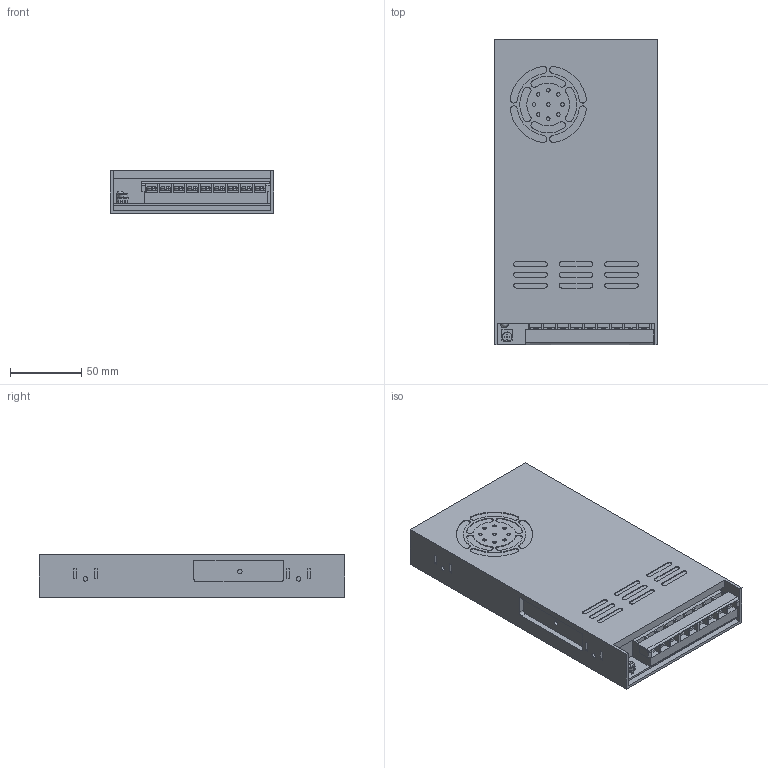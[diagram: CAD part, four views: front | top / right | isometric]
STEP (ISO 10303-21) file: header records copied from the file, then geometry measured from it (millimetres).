
FILE_DESCRIPTION(('CATIA V5 STEP Exchange','CAx-IF Rec.Pracs.--- Model Styling and Organization---1.4--- 2014-01-23'),'2;1');
FILE_NAME ('D1473585_0', '2021-02-10T13:44:59+00:00', ('none'), ('Weidmueller'), 'CATIA Version 5-6 Release 2016 SP3 HF44', 'CATIA V5 STEP AP214', 'none');
FILE_SCHEMA(('AUTOMOTIVE_DESIGN { 1 0 10303 214 1 1 1 1 }'));
Length unit declared in the file: millimetre
Products named in the file (1): S3D_PRO_PM_250W_XXX
Bounding box: 115 x 215 x 30 mm (x, y, z)
Volume: 696319.5 mm3; surface area: 91072.8 mm2
Topology: 18 solids, 18 shells, 607 faces, 1551 edges, 1035 vertices
Faces by surface type: plane 424, cylinder 139, torus 36, extrusion 6, sphere 2
Entity records: 17925 total; most frequent: CARTESIAN_POINT 3337, ORIENTED_EDGE 3098, DIRECTION 2342, EDGE_CURVE 1549, VECTOR 1092, LINE 1086, VERTEX_POINT 1035, AXIS2_PLACEMENT_3D 827
